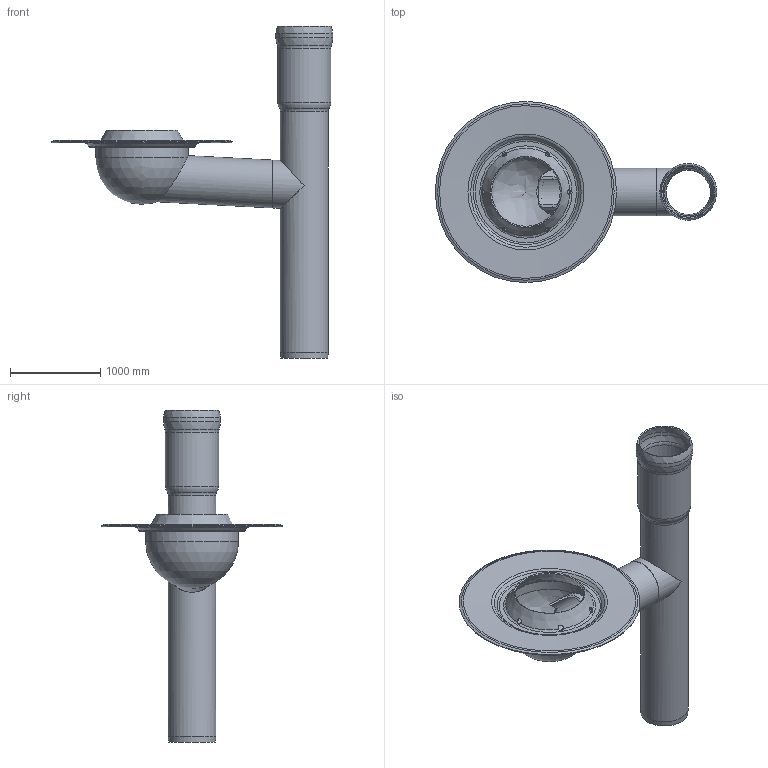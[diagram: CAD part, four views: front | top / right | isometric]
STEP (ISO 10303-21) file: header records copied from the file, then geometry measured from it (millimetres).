
FILE_DESCRIPTION(/* description */ (''),/* implementation_level */ '2;1');
FILE_NAME(/* name */ '15119.050X_3D.stp',/* time_stamp */ '2024-12-11T14:54:24+01:00',/* author */ ('CAD'),/* organization */ (''),/* preprocessor_version */ 'ST-DEVELOPER v20',/* originating_system */ 'AutoCAD Mechanical',/* authorisation */ '');
FILE_SCHEMA (('AUTOMOTIVE_DESIGN { 1 0 10303 214 3 1 1 }'));
Length unit declared in the file: centimetre
Products named in the file (2): Product; *S0
Assembly tree (1 placements, depth 2):
  Product
    *S0
Bounding box: 3119.45 x 2008.9 x 3680 mm (x, y, z)
Volume: 192569100.6 mm3; surface area: 26120973 mm2
Topology: 5 solids, 5 shells, 71 faces, 228 edges, 148 vertices
Faces by surface type: cylinder 18, cone 17, plane 16, torus 14, bspline 5, sphere 1
Full cylindrical faces by diameter (mm): 60 x6, 500 x3, 530 x4, 560 x1, 590 x1, 1000 x1, 1030 x1
Entity records: 3771 total; most frequent: CARTESIAN_POINT 1666, ORIENTED_EDGE 452, DIRECTION 440, EDGE_CURVE 226, AXIS2_PLACEMENT_3D 195, VERTEX_POINT 148, CIRCLE 104, EDGE_LOOP 78
